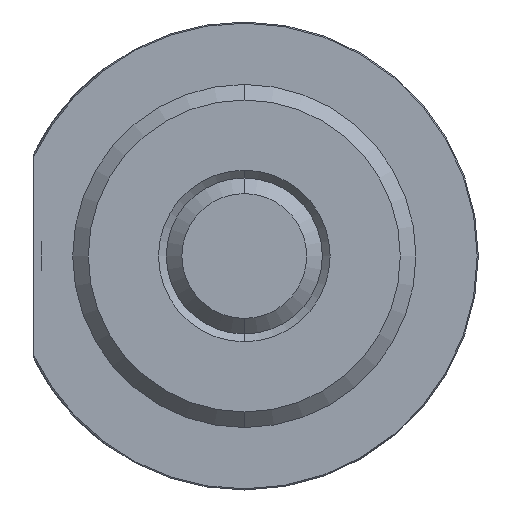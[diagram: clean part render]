
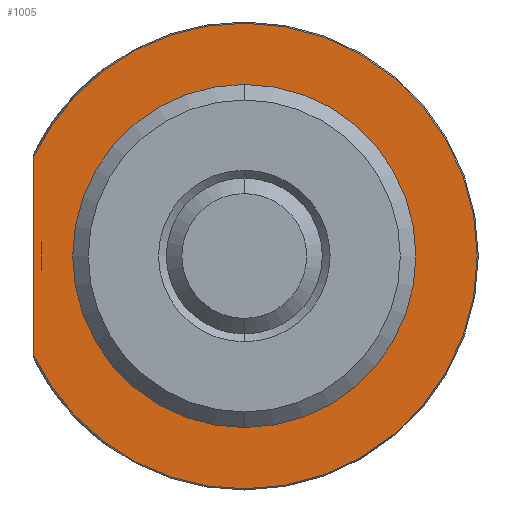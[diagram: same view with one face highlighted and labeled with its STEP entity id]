
A CAD part, left-side view. The second image highlights one B-rep face of the part: STEP entity #1005.
In plain terms, the highlighted planar face has unit normal (-1, 0, 0).
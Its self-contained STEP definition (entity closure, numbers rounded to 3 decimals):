
#13 = CIRCLE ( 'NONE', #1484, 14.927 ) ;
#43 = CIRCLE ( 'NONE', #1480, 14.927 ) ;
#77 = CIRCLE ( 'NONE', #1471, 11. ) ;
#269 = ORIENTED_EDGE ( 'NONE', *, *, #1240, .F. ) ;
#270 = ORIENTED_EDGE ( 'NONE', *, *, #1187, .F. ) ;
#271 = ORIENTED_EDGE ( 'NONE', *, *, #1239, .T. ) ;
#272 = ORIENTED_EDGE ( 'NONE', *, *, #1213, .T. ) ;
#273 = ORIENTED_EDGE ( 'NONE', *, *, #1215, .T. ) ;
#274 = ORIENTED_EDGE ( 'NONE', *, *, #1244, .T. ) ;
#648 = EDGE_LOOP ( 'NONE', ( #274, #273, #272, #271 ) ) ;
#651 = EDGE_LOOP ( 'NONE', ( #270, #269 ) ) ;
#754 = FACE_OUTER_BOUND ( 'NONE', #648, .T. ) ;
#763 = FACE_BOUND ( 'NONE', #651, .T. ) ;
#1005 = ADVANCED_FACE ( 'NONE', ( #754, #763 ), #2968, .F. ) ;
#1187 = EDGE_CURVE ( 'NONE', #2885, #2887, #77, .T. ) ;
#1213 = EDGE_CURVE ( 'NONE', #2871, #2786, #43, .T. ) ;
#1215 = EDGE_CURVE ( 'NONE', #2881, #2871, #13, .T. ) ;
#1239 = EDGE_CURVE ( 'NONE', #2786, #2898, #1686, .T. ) ;
#1240 = EDGE_CURVE ( 'NONE', #2887, #2885, #1692, .T. ) ;
#1244 = EDGE_CURVE ( 'NONE', #2898, #2881, #1699, .T. ) ;
#1321 = AXIS2_PLACEMENT_3D ( 'NONE', #2967, #2969, #2970 ) ;
#1471 = AXIS2_PLACEMENT_3D ( 'NONE', #2140, #2141, #2142 ) ;
#1480 = AXIS2_PLACEMENT_3D ( 'NONE', #2194, #2206, #2207 ) ;
#1484 = AXIS2_PLACEMENT_3D ( 'NONE', #2209, #2210, #2211 ) ;
#1497 = AXIS2_PLACEMENT_3D ( 'NONE', #2305, #2315, #2316 ) ;
#1500 = AXIS2_PLACEMENT_3D ( 'NONE', #2323, #2354, #2355 ) ;
#1686 = LINE ( 'NONE', #2313, #1689 ) ;
#1689 = VECTOR ( 'NONE', #2314, 1000. ) ;
#1692 = CIRCLE ( 'NONE', #1497, 11. ) ;
#1699 = CIRCLE ( 'NONE', #1500, 14.927 ) ;
#2140 = CARTESIAN_POINT ( 'NONE',  ( 22., 0., 0. ) ) ;
#2141 = DIRECTION ( 'NONE',  ( -1., 0., 0. ) ) ;
#2142 = DIRECTION ( 'NONE',  ( 0., 0., 1. ) ) ;
#2194 = CARTESIAN_POINT ( 'NONE',  ( 22., 0., 0. ) ) ;
#2206 = DIRECTION ( 'NONE',  ( -1., 0., 0. ) ) ;
#2207 = DIRECTION ( 'NONE',  ( 0., 0., -1. ) ) ;
#2209 = CARTESIAN_POINT ( 'NONE',  ( 22., 0., 0. ) ) ;
#2210 = DIRECTION ( 'NONE',  ( -1., 0., 0. ) ) ;
#2211 = DIRECTION ( 'NONE',  ( 0., 0., -1. ) ) ;
#2305 = CARTESIAN_POINT ( 'NONE',  ( 22., 0., 0. ) ) ;
#2313 = CARTESIAN_POINT ( 'NONE',  ( 22., 13.5, 0. ) ) ;
#2314 = DIRECTION ( 'NONE',  ( 0., 0., -1. ) ) ;
#2315 = DIRECTION ( 'NONE',  ( -1., 0., 0. ) ) ;
#2316 = DIRECTION ( 'NONE',  ( 0., 0., 1. ) ) ;
#2323 = CARTESIAN_POINT ( 'NONE',  ( 22., 0., 0. ) ) ;
#2354 = DIRECTION ( 'NONE',  ( -1., 0., 0. ) ) ;
#2355 = DIRECTION ( 'NONE',  ( 0., 0., -1. ) ) ;
#2553 = CARTESIAN_POINT ( 'NONE',  ( 22., 13.5, 6.37 ) ) ;
#2637 = CARTESIAN_POINT ( 'NONE',  ( 22., 0., 14.927 ) ) ;
#2647 = CARTESIAN_POINT ( 'NONE',  ( 22., 0., -14.927 ) ) ;
#2651 = CARTESIAN_POINT ( 'NONE',  ( 22., 0., 11. ) ) ;
#2653 = CARTESIAN_POINT ( 'NONE',  ( 22., 0., -11. ) ) ;
#2664 = CARTESIAN_POINT ( 'NONE',  ( 22., 13.5, -6.37 ) ) ;
#2786 = VERTEX_POINT ( 'NONE', #2553 ) ;
#2871 = VERTEX_POINT ( 'NONE', #2637 ) ;
#2881 = VERTEX_POINT ( 'NONE', #2647 ) ;
#2885 = VERTEX_POINT ( 'NONE', #2651 ) ;
#2887 = VERTEX_POINT ( 'NONE', #2653 ) ;
#2898 = VERTEX_POINT ( 'NONE', #2664 ) ;
#2967 = CARTESIAN_POINT ( 'NONE',  ( 22., 11., 0. ) ) ;
#2968 = PLANE ( 'NONE',  #1321 ) ;
#2969 = DIRECTION ( 'NONE',  ( 1., 0., 0. ) ) ;
#2970 = DIRECTION ( 'NONE',  ( 0., 0., -1. ) ) ;
